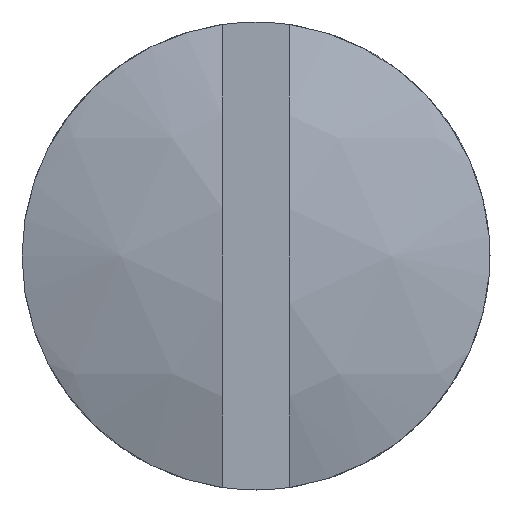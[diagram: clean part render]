
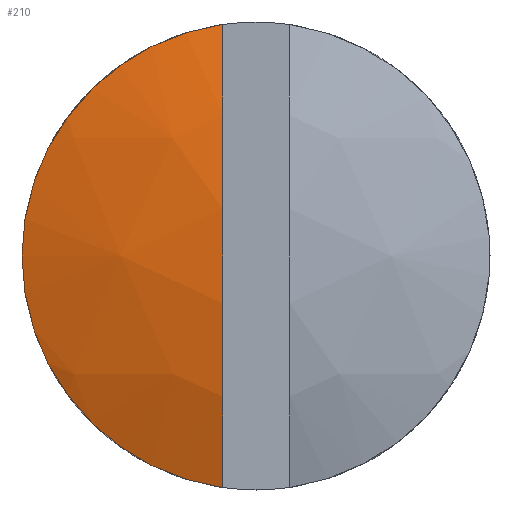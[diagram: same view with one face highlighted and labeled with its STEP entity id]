
A CAD part, left-side view. The second image highlights one B-rep face of the part: STEP entity #210.
In plain terms, the highlighted spherical face has radius 10 mm.
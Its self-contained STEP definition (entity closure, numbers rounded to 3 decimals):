
#15=SPHERICAL_SURFACE('',#234,10.);
#17=CIRCLE('',#226,9.987);
#22=CIRCLE('',#235,3.5);
#77=FACE_OUTER_BOUND('',#94,.T.);
#94=EDGE_LOOP('',(#176,#177));
#117=VERTEX_POINT('',#456);
#119=VERTEX_POINT('',#460);
#138=EDGE_CURVE('',#117,#119,#17,.T.);
#146=EDGE_CURVE('',#117,#119,#22,.T.);
#176=ORIENTED_EDGE('',*,*,#138,.T.);
#177=ORIENTED_EDGE('',*,*,#146,.F.);
#210=ADVANCED_FACE('',(#77),#15,.T.);
#226=AXIS2_PLACEMENT_3D('',#462,#266,#267);
#234=AXIS2_PLACEMENT_3D('',#477,#285,#286);
#235=AXIS2_PLACEMENT_3D('',#478,#287,#288);
#266=DIRECTION('center_axis',(0.,1.,0.));
#267=DIRECTION('ref_axis',(0.,0.,-1.));
#285=DIRECTION('center_axis',(0.,0.,1.));
#286=DIRECTION('ref_axis',(1.,0.,0.));
#287=DIRECTION('center_axis',(1.,0.,0.));
#288=DIRECTION('ref_axis',(0.,1.,0.));
#456=CARTESIAN_POINT('',(-4.367,0.5,-3.464));
#460=CARTESIAN_POINT('',(-4.367,0.5,3.464));
#462=CARTESIAN_POINT('Origin',(5.,0.5,0.));
#477=CARTESIAN_POINT('Origin',(5.,0.,0.));
#478=CARTESIAN_POINT('Origin',(-4.367,0.,0.));
